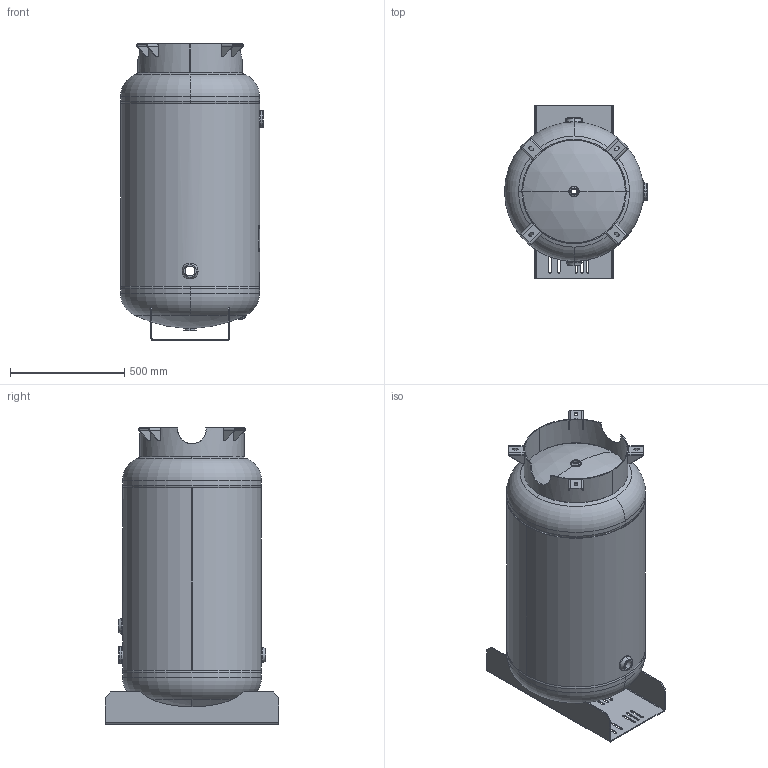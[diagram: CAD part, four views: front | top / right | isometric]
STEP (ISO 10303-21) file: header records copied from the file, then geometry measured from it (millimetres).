
FILE_DESCRIPTION (( 'STEP AP203' ), '1' );
FILE_NAME ('302420.STEP', '2012-02-03T23:37:21', ( '' ), ( '' ), 'SwSTEP 2.0', 'SolidWorks 2011', '' );
FILE_SCHEMA (( 'CONFIG_CONTROL_DESIGN' ));
Length unit declared in the file: inch
Products named in the file (1): 302420
Bounding box: 626.77 x 762 x 1299.44 mm (x, y, z)
Surface area: 6059297.8 mm2 (no closed solid volume)
Topology: 0 solids, 25 shells, 302 faces, 825 edges, 526 vertices
Faces by surface type: plane 133, cylinder 97, torus 52, bspline 12, sphere 8
Full cylindrical faces by diameter (mm): 595.782 x1, 609.6 x1
Entity records: 13231 total; most frequent: CARTESIAN_POINT 5477, DIRECTION 1677, ORIENTED_EDGE 1446, EDGE_CURVE 825, AXIS2_PLACEMENT_3D 637, VERTEX_POINT 526, VECTOR 403, LINE 403
